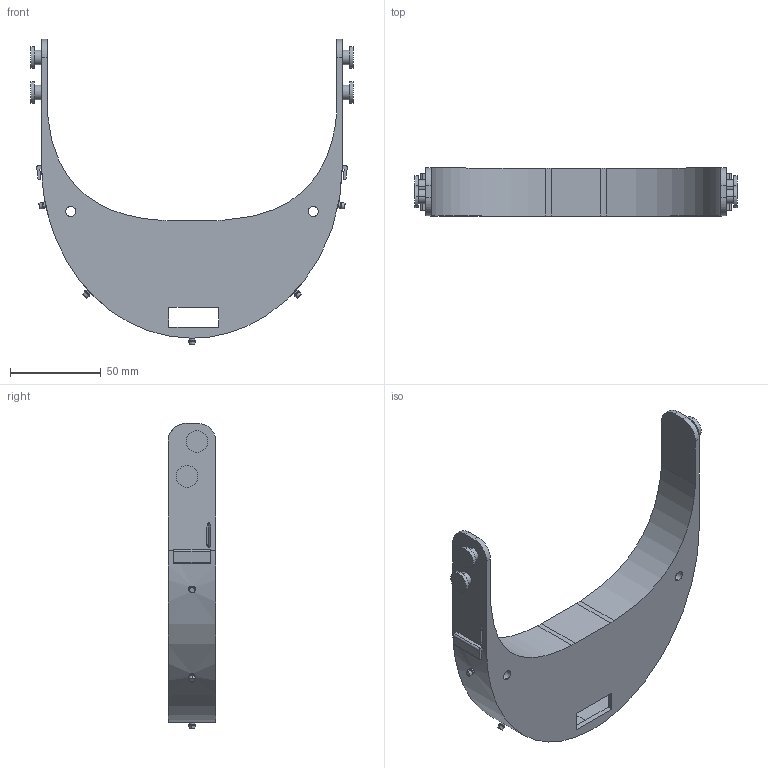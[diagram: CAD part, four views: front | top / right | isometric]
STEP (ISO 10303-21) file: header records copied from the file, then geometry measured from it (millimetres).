
FILE_DESCRIPTION (( 'STEP AP214' ), '1' );
FILE_NAME ('Housing.STEP', '2024-03-15T23:40:25', ( '' ), ( '' ), 'SwSTEP 2.0', 'SolidWorks 2024', '' );
FILE_SCHEMA (( 'AUTOMOTIVE_DESIGN' ));
Length unit declared in the file: millimetre
Products named in the file (1): Housing
Bounding box: 178 x 26.5 x 168.5 mm (x, y, z)
Volume: 76297.6 mm3; surface area: 50854.3 mm2
Topology: 1 solids, 1 shells, 176 faces, 473 edges, 316 vertices
Faces by surface type: bspline 78, cylinder 49, plane 49
Entity records: 12547 total; most frequent: CARTESIAN_POINT 8650, ORIENTED_EDGE 946, DIRECTION 590, EDGE_CURVE 473, VERTEX_POINT 316, AXIS2_PLACEMENT_3D 207, EDGE_LOOP 201, LINE 176
